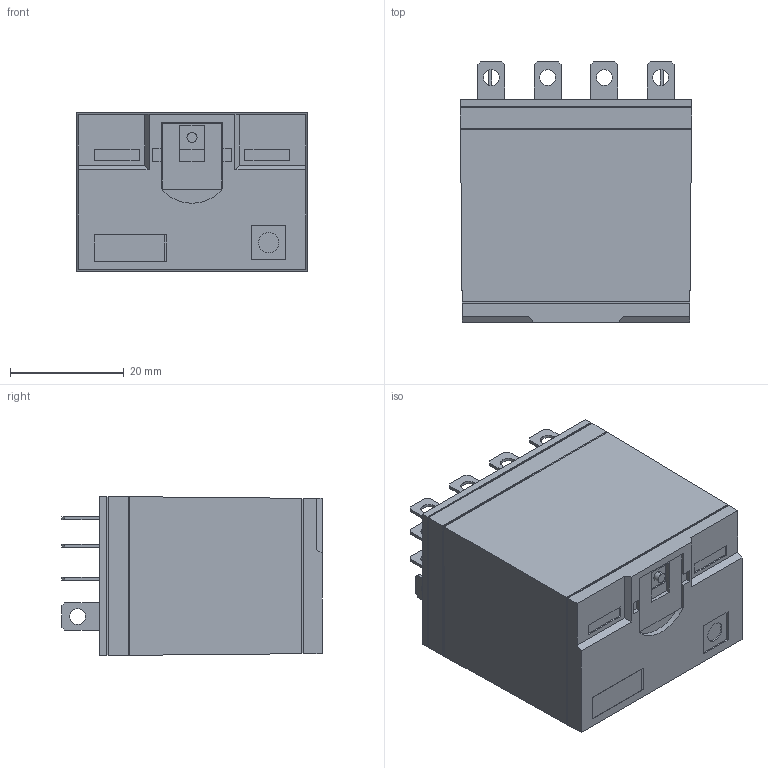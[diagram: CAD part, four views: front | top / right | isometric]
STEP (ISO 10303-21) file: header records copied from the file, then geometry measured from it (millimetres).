
FILE_DESCRIPTION (( 'STEP AP203' ), '1' );
FILE_NAME ('784-4C-120A.step', '2021-03-30T11:36:33', ( '' ), ( '' ), 'SwSTEP 2.0', 'SolidWorks 2021', '' );
FILE_SCHEMA (( 'CONFIG_CONTROL_DESIGN' ));
Length unit declared in the file: inch
Products named in the file (1): 784-4C-120A
Bounding box: 40.64 x 45.72 x 27.94 mm (x, y, z)
Volume: 43268.6 mm3; surface area: 8566.3 mm2
Topology: 2 solids, 2 shells, 227 faces, 582 edges, 388 vertices
Faces by surface type: plane 194, cylinder 33
Entity records: 6935 total; most frequent: CARTESIAN_POINT 1198, ORIENTED_EDGE 1164, DIRECTION 1104, EDGE_CURVE 582, VECTOR 516, LINE 516, VERTEX_POINT 388, AXIS2_PLACEMENT_3D 294
